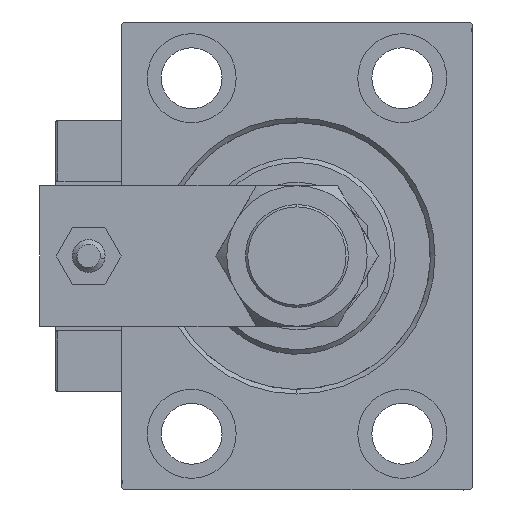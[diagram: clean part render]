
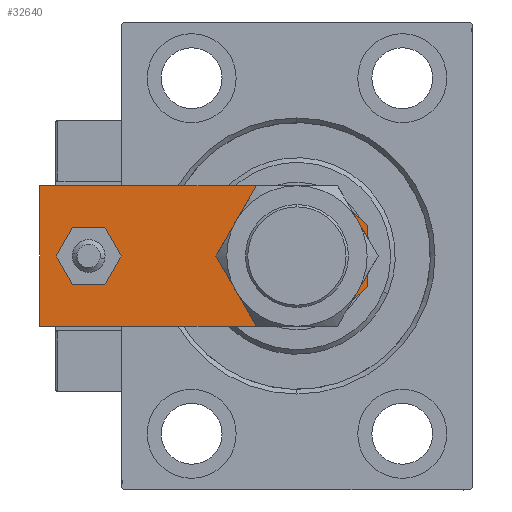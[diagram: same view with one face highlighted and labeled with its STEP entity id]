
A CAD part, left-side view. The second image highlights one B-rep face of the part: STEP entity #32640.
In plain terms, the highlighted face is planar.
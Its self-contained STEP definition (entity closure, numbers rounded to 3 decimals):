
#143 = DIRECTION ( 'NONE',  ( 0., 0., 1. ) ) ;
#411 = FACE_OUTER_BOUND ( 'NONE', #7776, .T. ) ;
#695 = LINE ( 'NONE', #16646, #47024 ) ;
#775 = CARTESIAN_POINT ( 'NONE',  ( 15., 8.5, 8. ) ) ;
#847 = CARTESIAN_POINT ( 'NONE',  ( 0., 15., 8. ) ) ;
#1341 = CARTESIAN_POINT ( 'NONE',  ( 0., 59.5, 8. ) ) ;
#1392 = AXIS2_PLACEMENT_3D ( 'NONE', #24553, #143, #41297 ) ;
#1919 = AXIS2_PLACEMENT_3D ( 'NONE', #1341, #50177, #45681 ) ;
#1993 = AXIS2_PLACEMENT_3D ( 'NONE', #17975, #34170, #42672 ) ;
#2638 = CARTESIAN_POINT ( 'NONE',  ( -15., 70., 8. ) ) ;
#2775 = DIRECTION ( 'NONE',  ( 0.707, -0.707, 0. ) ) ;
#3266 = LINE ( 'NONE', #47337, #24882 ) ;
#3639 = DIRECTION ( 'NONE',  ( 1., 0., 0. ) ) ;
#3708 = EDGE_CURVE ( 'NONE', #33163, #13141, #40916, .T. ) ;
#3809 = DIRECTION ( 'NONE',  ( 0., 0., 1. ) ) ;
#3825 = CARTESIAN_POINT ( 'NONE',  ( 15., 70., 8. ) ) ;
#4099 = ORIENTED_EDGE ( 'NONE', *, *, #24612, .T. ) ;
#4599 = CARTESIAN_POINT ( 'NONE',  ( -10., 15., 8. ) ) ;
#4763 = VECTOR ( 'NONE', #8576, 1000. ) ;
#7770 = DIRECTION ( 'NONE',  ( 1., 0., 0. ) ) ;
#7776 = EDGE_LOOP ( 'NONE', ( #20634, #40320, #4099, #49133, #12592, #43665 ) ) ;
#8576 = DIRECTION ( 'NONE',  ( -1., 0., 0. ) ) ;
#8607 = EDGE_LOOP ( 'NONE', ( #48767, #23479 ) ) ;
#9445 = VERTEX_POINT ( 'NONE', #39055 ) ;
#9526 = CARTESIAN_POINT ( 'NONE',  ( 3.25, -3.25, 8. ) ) ;
#9811 = EDGE_CURVE ( 'NONE', #21837, #14024, #46107, .T. ) ;
#9854 = CIRCLE ( 'NONE', #16645, 4. ) ;
#12017 = VECTOR ( 'NONE', #29695, 1000. ) ;
#12592 = ORIENTED_EDGE ( 'NONE', *, *, #27557, .T. ) ;
#13141 = VERTEX_POINT ( 'NONE', #40449 ) ;
#13959 = ORIENTED_EDGE ( 'NONE', *, *, #9811, .F. ) ;
#14024 = VERTEX_POINT ( 'NONE', #4599 ) ;
#14504 = CARTESIAN_POINT ( 'NONE',  ( 10., 15., 8. ) ) ;
#16645 = AXIS2_PLACEMENT_3D ( 'NONE', #47974, #36300, #3639 ) ;
#16646 = CARTESIAN_POINT ( 'NONE',  ( 15., 0., 8. ) ) ;
#17918 = EDGE_CURVE ( 'NONE', #14024, #21837, #43394, .T. ) ;
#17975 = CARTESIAN_POINT ( 'NONE',  ( 0., 15., 8. ) ) ;
#20634 = ORIENTED_EDGE ( 'NONE', *, *, #45312, .T. ) ;
#21837 = VERTEX_POINT ( 'NONE', #14504 ) ;
#23479 = ORIENTED_EDGE ( 'NONE', *, *, #3708, .F. ) ;
#23486 = VERTEX_POINT ( 'NONE', #35283 ) ;
#24293 = FACE_BOUND ( 'NONE', #8607, .T. ) ;
#24495 = VECTOR ( 'NONE', #50164, 1000. ) ;
#24553 = CARTESIAN_POINT ( 'NONE',  ( 0., 0., 8. ) ) ;
#24612 = EDGE_CURVE ( 'NONE', #23486, #43079, #3266, .T. ) ;
#24882 = VECTOR ( 'NONE', #7770, 1000. ) ;
#24924 = LINE ( 'NONE', #9526, #12017 ) ;
#26001 = CARTESIAN_POINT ( 'NONE',  ( 4., 59.5, 8. ) ) ;
#27557 = EDGE_CURVE ( 'NONE', #51943, #46013, #695, .T. ) ;
#28098 = EDGE_LOOP ( 'NONE', ( #51021, #13959 ) ) ;
#28832 = DIRECTION ( 'NONE',  ( 0., 1., 0. ) ) ;
#29695 = DIRECTION ( 'NONE',  ( 0.707, 0.707, 0. ) ) ;
#30972 = EDGE_CURVE ( 'NONE', #13141, #33163, #9854, .T. ) ;
#31433 = CARTESIAN_POINT ( 'NONE',  ( -3.25, -3.25, 8. ) ) ;
#32471 = DIRECTION ( 'NONE',  ( 1., 0., 0. ) ) ;
#32640 = ADVANCED_FACE ( 'NONE', ( #24293, #411, #40264 ), #44756, .T. ) ;
#33163 = VERTEX_POINT ( 'NONE', #26001 ) ;
#33978 = LINE ( 'NONE', #2638, #24495 ) ;
#34113 = EDGE_CURVE ( 'NONE', #46013, #9445, #36475, .T. ) ;
#34170 = DIRECTION ( 'NONE',  ( 0., 0., 1. ) ) ;
#35283 = CARTESIAN_POINT ( 'NONE',  ( -6.5, 0., 8. ) ) ;
#36300 = DIRECTION ( 'NONE',  ( 0., 0., 1. ) ) ;
#36475 = LINE ( 'NONE', #3825, #4763 ) ;
#38894 = LINE ( 'NONE', #31433, #43197 ) ;
#39055 = CARTESIAN_POINT ( 'NONE',  ( -15., 70., 8. ) ) ;
#39067 = CARTESIAN_POINT ( 'NONE',  ( -15., 8.5, 8. ) ) ;
#40264 = FACE_BOUND ( 'NONE', #28098, .T. ) ;
#40320 = ORIENTED_EDGE ( 'NONE', *, *, #46019, .T. ) ;
#40449 = CARTESIAN_POINT ( 'NONE',  ( -4., 59.5, 8. ) ) ;
#40916 = CIRCLE ( 'NONE', #1919, 4. ) ;
#41297 = DIRECTION ( 'NONE',  ( 1., 0., 0. ) ) ;
#42672 = DIRECTION ( 'NONE',  ( 1., 0., 0. ) ) ;
#43079 = VERTEX_POINT ( 'NONE', #50719 ) ;
#43197 = VECTOR ( 'NONE', #2775, 1000. ) ;
#43394 = CIRCLE ( 'NONE', #44233, 10. ) ;
#43665 = ORIENTED_EDGE ( 'NONE', *, *, #34113, .T. ) ;
#44233 = AXIS2_PLACEMENT_3D ( 'NONE', #847, #3809, #32471 ) ;
#44756 = PLANE ( 'NONE',  #1392 ) ;
#45312 = EDGE_CURVE ( 'NONE', #9445, #50159, #33978, .T. ) ;
#45681 = DIRECTION ( 'NONE',  ( 1., 0., 0. ) ) ;
#46013 = VERTEX_POINT ( 'NONE', #51351 ) ;
#46019 = EDGE_CURVE ( 'NONE', #50159, #23486, #38894, .T. ) ;
#46107 = CIRCLE ( 'NONE', #1993, 10. ) ;
#47024 = VECTOR ( 'NONE', #28832, 1000. ) ;
#47337 = CARTESIAN_POINT ( 'NONE',  ( -15., 0., 8. ) ) ;
#47974 = CARTESIAN_POINT ( 'NONE',  ( 0., 59.5, 8. ) ) ;
#48767 = ORIENTED_EDGE ( 'NONE', *, *, #30972, .F. ) ;
#49133 = ORIENTED_EDGE ( 'NONE', *, *, #50204, .T. ) ;
#50159 = VERTEX_POINT ( 'NONE', #39067 ) ;
#50164 = DIRECTION ( 'NONE',  ( 0., -1., 0. ) ) ;
#50177 = DIRECTION ( 'NONE',  ( 0., 0., 1. ) ) ;
#50204 = EDGE_CURVE ( 'NONE', #43079, #51943, #24924, .T. ) ;
#50719 = CARTESIAN_POINT ( 'NONE',  ( 6.5, 0., 8. ) ) ;
#51021 = ORIENTED_EDGE ( 'NONE', *, *, #17918, .F. ) ;
#51351 = CARTESIAN_POINT ( 'NONE',  ( 15., 70., 8. ) ) ;
#51943 = VERTEX_POINT ( 'NONE', #775 ) ;
